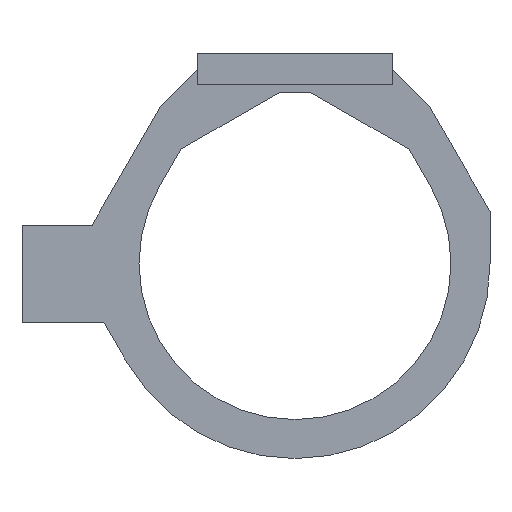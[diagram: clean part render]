
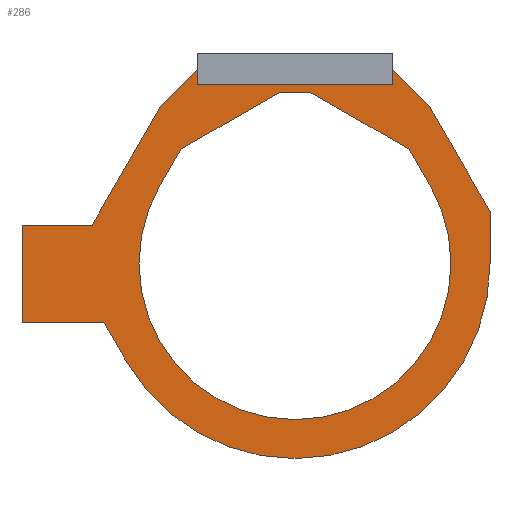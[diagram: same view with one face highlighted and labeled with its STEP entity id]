
A CAD part, front view. The second image highlights one B-rep face of the part: STEP entity #286.
In plain terms, the highlighted planar face has unit normal (0, -1, 0).
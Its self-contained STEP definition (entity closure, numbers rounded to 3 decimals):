
#146=AXIS2_PLACEMENT_3D('Plane Axis2P3D',#143,#144,#145) ;
#204=AXIS2_PLACEMENT_3D('Circle Axis2P3D',#202,#203,$) ;
#254=AXIS2_PLACEMENT_3D('Circle Axis2P3D',#252,#253,$) ;
#77=CARTESIAN_POINT('Line Origine',(7.,9.,9.587)) ;
#81=CARTESIAN_POINT('Vertex',(4.5,9.,9.587)) ;
#83=CARTESIAN_POINT('Vertex',(9.5,9.,9.587)) ;
#112=CARTESIAN_POINT('Vertex',(9.5,9.,9.987)) ;
#117=CARTESIAN_POINT('Line Origine',(9.967,9.,9.52)) ;
#121=CARTESIAN_POINT('Vertex',(10.433,9.,9.054)) ;
#143=CARTESIAN_POINT('Axis2P3D Location',(7.,9.,9.987)) ;
#148=CARTESIAN_POINT('Line Origine',(9.5,9.,9.787)) ;
#153=CARTESIAN_POINT('Line Origine',(4.5,9.,9.787)) ;
#157=CARTESIAN_POINT('Vertex',(4.5,9.,9.987)) ;
#160=CARTESIAN_POINT('Line Origine',(4.033,9.,9.52)) ;
#164=CARTESIAN_POINT('Vertex',(3.567,9.,9.054)) ;
#167=CARTESIAN_POINT('Line Origine',(2.682,9.,7.52)) ;
#171=CARTESIAN_POINT('Vertex',(1.796,9.,5.987)) ;
#174=CARTESIAN_POINT('Line Origine',(0.898,9.,5.987)) ;
#178=CARTESIAN_POINT('Vertex',(0.,9.,5.987)) ;
#181=CARTESIAN_POINT('Line Origine',(0.,9.,4.737)) ;
#185=CARTESIAN_POINT('Vertex',(0.,9.,3.487)) ;
#188=CARTESIAN_POINT('Line Origine',(1.05,9.,3.487)) ;
#192=CARTESIAN_POINT('Vertex',(2.1,9.,3.487)) ;
#195=CARTESIAN_POINT('Line Origine',(2.385,9.,2.993)) ;
#199=CARTESIAN_POINT('Vertex',(2.67,9.,2.5)) ;
#202=CARTESIAN_POINT('Axis2P3D Location',(7.,9.,5.)) ;
#206=CARTESIAN_POINT('Vertex',(12.,9.,5.)) ;
#209=CARTESIAN_POINT('Line Origine',(12.,9.,5.67)) ;
#213=CARTESIAN_POINT('Vertex',(12.,9.,6.34)) ;
#216=CARTESIAN_POINT('Line Origine',(11.217,9.,7.697)) ;
#236=CARTESIAN_POINT('Line Origine',(8.665,9.,8.657)) ;
#240=CARTESIAN_POINT('Vertex',(9.928,9.,7.928)) ;
#242=CARTESIAN_POINT('Vertex',(7.402,9.,9.387)) ;
#245=CARTESIAN_POINT('Line Origine',(10.196,9.,7.464)) ;
#249=CARTESIAN_POINT('Vertex',(10.464,9.,7.)) ;
#252=CARTESIAN_POINT('Axis2P3D Location',(7.,9.,5.)) ;
#256=CARTESIAN_POINT('Vertex',(3.536,9.,7.)) ;
#259=CARTESIAN_POINT('Line Origine',(3.804,9.,7.464)) ;
#263=CARTESIAN_POINT('Vertex',(4.072,9.,7.928)) ;
#266=CARTESIAN_POINT('Line Origine',(5.335,9.,8.657)) ;
#270=CARTESIAN_POINT('Vertex',(6.598,9.,9.387)) ;
#273=CARTESIAN_POINT('Line Origine',(7.,9.,9.387)) ;
#78=DIRECTION('Vector Direction',(1.,0.,0.)) ;
#118=DIRECTION('Vector Direction',(0.707,0.,-0.707)) ;
#144=DIRECTION('Axis2P3D Direction',(0.,1.,0.)) ;
#145=DIRECTION('Axis2P3D XDirection',(-1.,0.,0.)) ;
#149=DIRECTION('Vector Direction',(0.,0.,-1.)) ;
#154=DIRECTION('Vector Direction',(0.,0.,-1.)) ;
#161=DIRECTION('Vector Direction',(-0.707,0.,-0.707)) ;
#168=DIRECTION('Vector Direction',(0.5,0.,0.866)) ;
#175=DIRECTION('Vector Direction',(1.,0.,0.)) ;
#182=DIRECTION('Vector Direction',(0.,0.,1.)) ;
#189=DIRECTION('Vector Direction',(1.,0.,0.)) ;
#196=DIRECTION('Vector Direction',(-0.5,0.,0.866)) ;
#203=DIRECTION('Axis2P3D Direction',(0.,1.,0.)) ;
#210=DIRECTION('Vector Direction',(0.,0.,1.)) ;
#217=DIRECTION('Vector Direction',(-0.5,0.,0.866)) ;
#237=DIRECTION('Vector Direction',(0.866,0.,-0.5)) ;
#246=DIRECTION('Vector Direction',(0.5,0.,-0.866)) ;
#253=DIRECTION('Axis2P3D Direction',(0.,1.,0.)) ;
#260=DIRECTION('Vector Direction',(-0.5,0.,-0.866)) ;
#267=DIRECTION('Vector Direction',(-0.866,0.,-0.5)) ;
#274=DIRECTION('Vector Direction',(-1.,0.,0.)) ;
#79=VECTOR('Line Direction',#78,1.) ;
#119=VECTOR('Line Direction',#118,1.) ;
#150=VECTOR('Line Direction',#149,1.) ;
#155=VECTOR('Line Direction',#154,1.) ;
#162=VECTOR('Line Direction',#161,1.) ;
#169=VECTOR('Line Direction',#168,1.) ;
#176=VECTOR('Line Direction',#175,1.) ;
#183=VECTOR('Line Direction',#182,1.) ;
#190=VECTOR('Line Direction',#189,1.) ;
#197=VECTOR('Line Direction',#196,1.) ;
#211=VECTOR('Line Direction',#210,1.) ;
#218=VECTOR('Line Direction',#217,1.) ;
#238=VECTOR('Line Direction',#237,1.) ;
#247=VECTOR('Line Direction',#246,1.) ;
#261=VECTOR('Line Direction',#260,1.) ;
#268=VECTOR('Line Direction',#267,1.) ;
#275=VECTOR('Line Direction',#274,1.) ;
#222=ORIENTED_EDGE('',*,*,#152,.T.) ;
#223=ORIENTED_EDGE('',*,*,#85,.F.) ;
#224=ORIENTED_EDGE('',*,*,#159,.F.) ;
#225=ORIENTED_EDGE('',*,*,#166,.F.) ;
#226=ORIENTED_EDGE('',*,*,#173,.F.) ;
#227=ORIENTED_EDGE('',*,*,#180,.F.) ;
#228=ORIENTED_EDGE('',*,*,#187,.F.) ;
#229=ORIENTED_EDGE('',*,*,#194,.F.) ;
#230=ORIENTED_EDGE('',*,*,#201,.F.) ;
#231=ORIENTED_EDGE('',*,*,#208,.F.) ;
#232=ORIENTED_EDGE('',*,*,#215,.F.) ;
#233=ORIENTED_EDGE('',*,*,#220,.F.) ;
#234=ORIENTED_EDGE('',*,*,#123,.F.) ;
#279=ORIENTED_EDGE('',*,*,#244,.F.) ;
#280=ORIENTED_EDGE('',*,*,#251,.F.) ;
#281=ORIENTED_EDGE('',*,*,#258,.F.) ;
#282=ORIENTED_EDGE('',*,*,#265,.F.) ;
#283=ORIENTED_EDGE('',*,*,#272,.F.) ;
#284=ORIENTED_EDGE('',*,*,#277,.F.) ;
#285=FACE_BOUND('',#278,.T.) ;
#286=ADVANCED_FACE('S3D - gedreht',(#235,#285),#147,.F.) ;
#205=CIRCLE('generated circle',#204,5.) ;
#255=CIRCLE('generated circle',#254,4.) ;
#85=EDGE_CURVE('',#82,#84,#80,.T.) ;
#123=EDGE_CURVE('',#113,#122,#120,.T.) ;
#152=EDGE_CURVE('',#113,#84,#151,.T.) ;
#159=EDGE_CURVE('',#158,#82,#156,.T.) ;
#166=EDGE_CURVE('',#165,#158,#163,.F.) ;
#173=EDGE_CURVE('',#172,#165,#170,.T.) ;
#180=EDGE_CURVE('',#179,#172,#177,.T.) ;
#187=EDGE_CURVE('',#186,#179,#184,.T.) ;
#194=EDGE_CURVE('',#193,#186,#191,.F.) ;
#201=EDGE_CURVE('',#200,#193,#198,.T.) ;
#208=EDGE_CURVE('',#207,#200,#205,.T.) ;
#215=EDGE_CURVE('',#214,#207,#212,.F.) ;
#220=EDGE_CURVE('',#122,#214,#219,.F.) ;
#244=EDGE_CURVE('',#241,#243,#239,.F.) ;
#251=EDGE_CURVE('',#250,#241,#248,.F.) ;
#258=EDGE_CURVE('',#257,#250,#255,.F.) ;
#265=EDGE_CURVE('',#264,#257,#262,.T.) ;
#272=EDGE_CURVE('',#271,#264,#269,.T.) ;
#277=EDGE_CURVE('',#243,#271,#276,.T.) ;
#221=EDGE_LOOP('',(#222,#223,#224,#225,#226,#227,#228,#229,#230,#231,#232,#233,#234)) ;
#278=EDGE_LOOP('',(#279,#280,#281,#282,#283,#284)) ;
#235=FACE_OUTER_BOUND('',#221,.T.) ;
#80=LINE('Line',#77,#79) ;
#120=LINE('Line',#117,#119) ;
#151=LINE('Line',#148,#150) ;
#156=LINE('Line',#153,#155) ;
#163=LINE('Line',#160,#162) ;
#170=LINE('Line',#167,#169) ;
#177=LINE('Line',#174,#176) ;
#184=LINE('Line',#181,#183) ;
#191=LINE('Line',#188,#190) ;
#198=LINE('Line',#195,#197) ;
#212=LINE('Line',#209,#211) ;
#219=LINE('Line',#216,#218) ;
#239=LINE('Line',#236,#238) ;
#248=LINE('Line',#245,#247) ;
#262=LINE('Line',#259,#261) ;
#269=LINE('Line',#266,#268) ;
#276=LINE('Line',#273,#275) ;
#147=PLANE('',#146) ;
#82=VERTEX_POINT('',#81) ;
#84=VERTEX_POINT('',#83) ;
#113=VERTEX_POINT('',#112) ;
#122=VERTEX_POINT('',#121) ;
#158=VERTEX_POINT('',#157) ;
#165=VERTEX_POINT('',#164) ;
#172=VERTEX_POINT('',#171) ;
#179=VERTEX_POINT('',#178) ;
#186=VERTEX_POINT('',#185) ;
#193=VERTEX_POINT('',#192) ;
#200=VERTEX_POINT('',#199) ;
#207=VERTEX_POINT('',#206) ;
#214=VERTEX_POINT('',#213) ;
#241=VERTEX_POINT('',#240) ;
#243=VERTEX_POINT('',#242) ;
#250=VERTEX_POINT('',#249) ;
#257=VERTEX_POINT('',#256) ;
#264=VERTEX_POINT('',#263) ;
#271=VERTEX_POINT('',#270) ;
